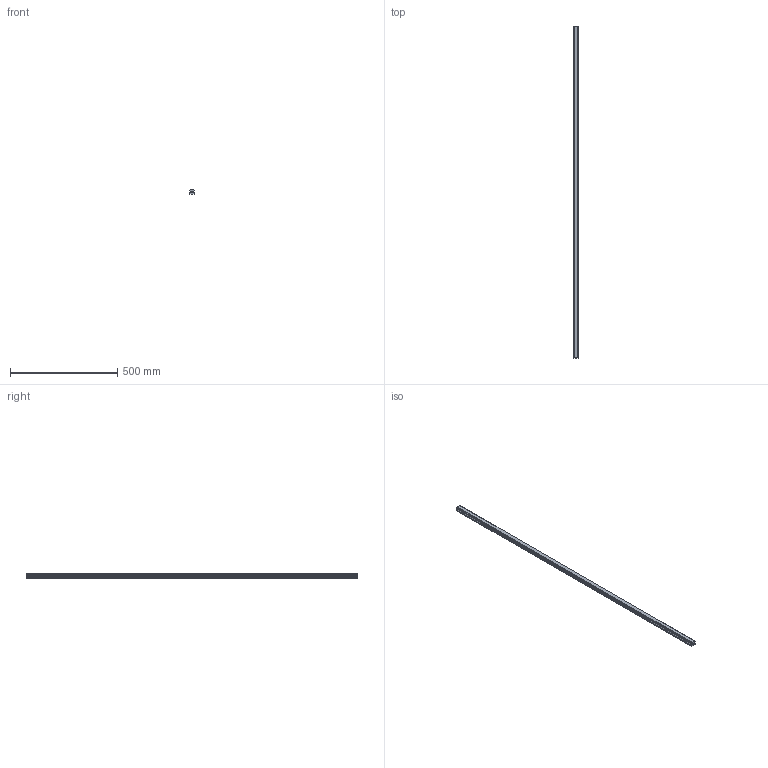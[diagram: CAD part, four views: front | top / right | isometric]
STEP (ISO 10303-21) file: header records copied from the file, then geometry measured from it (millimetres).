
FILE_DESCRIPTION(('STEP AP214'),'1');
FILE_NAME('cctmp_3FD3A788-48BC-4D07-9C84-AE88DA796B9F_2021_01_25_13_03_43_0893..stp','2021-01-25T12:03:44',('HIWIN GmbH'),('CADClick - www.CADClick.com'),'Spatial InterOp 3D',' ','unknown authorization');
FILE_SCHEMA(('AUTOMOTIVE_DESIGN'));
Length unit declared in the file: millimetre
Products named in the file (1): HGR25T1550C_FILE
Bounding box: 23 x 1550 x 22 mm (x, y, z)
Volume: 670109.2 mm3; surface area: 147591.8 mm2
Topology: 1 solids, 1 shells, 293 faces, 887 edges, 548 vertices
Faces by surface type: plane 167, cylinder 74, cone 52
Entity records: 12025 total; most frequent: DIRECTION 1779, CARTESIAN_POINT 1677, ORIENTED_EDGE 1670, EDGE_CURVE 835, AXIS2_PLACEMENT_3D 650, VERTEX_POINT 548, LINE 479, VECTOR 479
